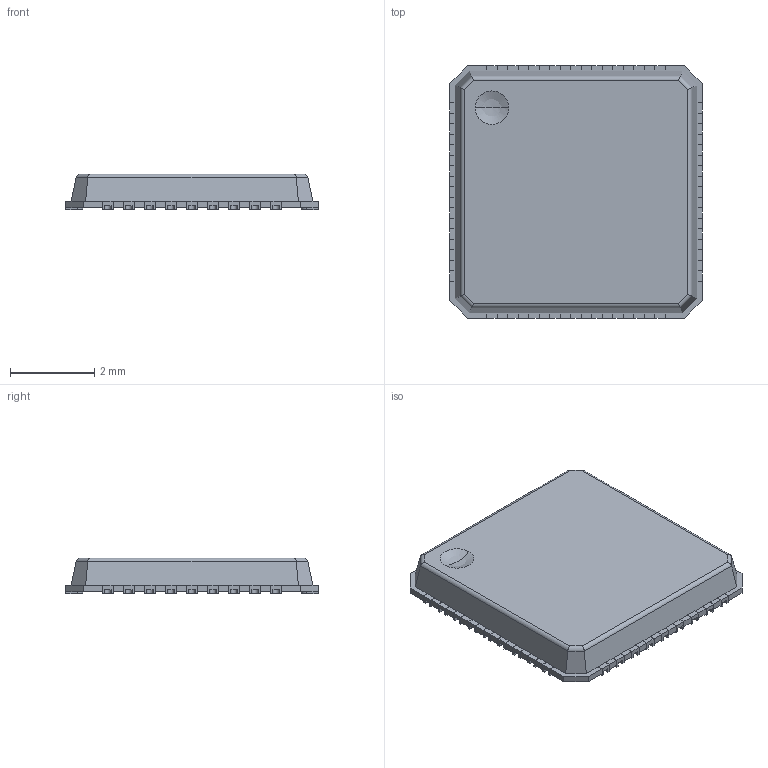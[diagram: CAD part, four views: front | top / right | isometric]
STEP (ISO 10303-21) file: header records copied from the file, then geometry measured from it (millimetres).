
FILE_DESCRIPTION((''),'2;1');
FILE_NAME('RND0036A_ASM','2019-10-30T11:42:46',('a0412086'),(''),'CREO PARAMETRIC BY PTC INC, 2018020','CREO PARAMETRIC BY PTC INC, 2018020','');
FILE_SCHEMA(('AUTOMOTIVE_DESIGN { 1 0 10303 214 1 1 1 1 }'));
Length unit declared in the file: millimetre
Products named in the file (3): BODY-QFN-PUNCH; FRAME-RND0036A; RND0036A_ASM
Assembly tree (2 placements, depth 2):
  RND0036A_ASM
    BODY-QFN-PUNCH
    FRAME-RND0036A
Bounding box: 6 x 6 x 0.85 mm (x, y, z)
Volume: 25.7 mm3; surface area: 134.2 mm2
Topology: 38 solids, 38 shells, 627 faces, 1570 edges, 1019 vertices
Faces by surface type: plane 499, cylinder 126, sphere 2
Entity records: 23811 total; most frequent: CARTESIAN_POINT 3282, ORIENTED_EDGE 3136, DIRECTION 3064, PRESENTATION_STYLE_ASSIGNMENT 1643, STYLED_ITEM 1606, CURVE_STYLE 1568, EDGE_CURVE 1568, VECTOR 1320
